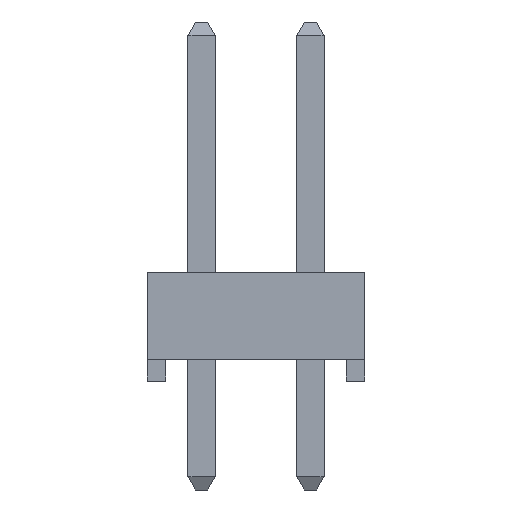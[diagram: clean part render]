
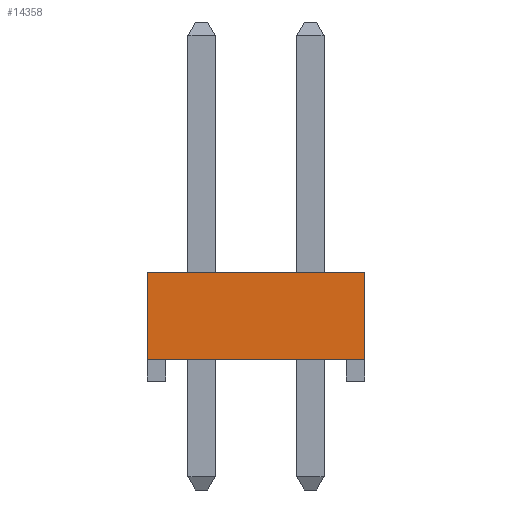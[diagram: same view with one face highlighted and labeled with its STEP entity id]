
A CAD part, left-side view. The second image highlights one B-rep face of the part: STEP entity #14358.
In plain terms, the highlighted planar face has unit normal (-1, 0, 0).
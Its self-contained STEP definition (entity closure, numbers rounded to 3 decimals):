
#206=FACE_OUTER_BOUND($,#1070,.T.);
#1070=EDGE_LOOP($,(#9766,#9767,#9768,#9769));
#1990=LINE($,#20109,#4044);
#2239=LINE($,#20609,#4293);
#2247=LINE($,#20624,#4301);
#2248=LINE($,#20625,#4302);
#4044=VECTOR($,#16237,5.08);
#4293=VECTOR($,#16652,2.032);
#4301=VECTOR($,#16662,5.08);
#4302=VECTOR($,#16663,2.032);
#6085=VERTEX_POINT($,#20103);
#6087=VERTEX_POINT($,#20107);
#6255=VERTEX_POINT($,#20608);
#6261=VERTEX_POINT($,#20623);
#7354=EDGE_CURVE($,#6087,#6085,#1990,.T.);
#7603=EDGE_CURVE($,#6085,#6255,#2239,.T.);
#7611=EDGE_CURVE($,#6255,#6261,#2247,.T.);
#7612=EDGE_CURVE($,#6087,#6261,#2248,.T.);
#9766=ORIENTED_EDGE($,*,*,#7611,.F.);
#9767=ORIENTED_EDGE($,*,*,#7603,.F.);
#9768=ORIENTED_EDGE($,*,*,#7354,.F.);
#9769=ORIENTED_EDGE($,*,*,#7612,.T.);
#13496=PLANE($,#15303);
#14358=ADVANCED_FACE($,(#206),#13496,.F.);
#15303=AXIS2_PLACEMENT_3D($,#20622,#16660,#16661);
#16237=DIRECTION($,(0.,-1.,0.));
#16652=DIRECTION($,(0.,0.,-1.));
#16660=DIRECTION('center_axis',(1.,0.,0.));
#16661=DIRECTION('ref_axis',(0.,1.,0.));
#16662=DIRECTION($,(0.,1.,0.));
#16663=DIRECTION($,(0.,0.,-1.));
#20103=CARTESIAN_POINT('',(-12.7,-2.54,2.54));
#20107=CARTESIAN_POINT('',(-12.7,2.54,2.54));
#20109=CARTESIAN_POINT($,(-12.7,2.54,2.54));
#20608=CARTESIAN_POINT('',(-12.7,-2.54,0.508));
#20609=CARTESIAN_POINT($,(-12.7,-2.54,2.54));
#20622=CARTESIAN_POINT('Origin',(-12.7,2.54,2.54));
#20623=CARTESIAN_POINT('',(-12.7,2.54,0.508));
#20624=CARTESIAN_POINT($,(-12.7,2.54,0.508));
#20625=CARTESIAN_POINT($,(-12.7,2.54,2.54));
